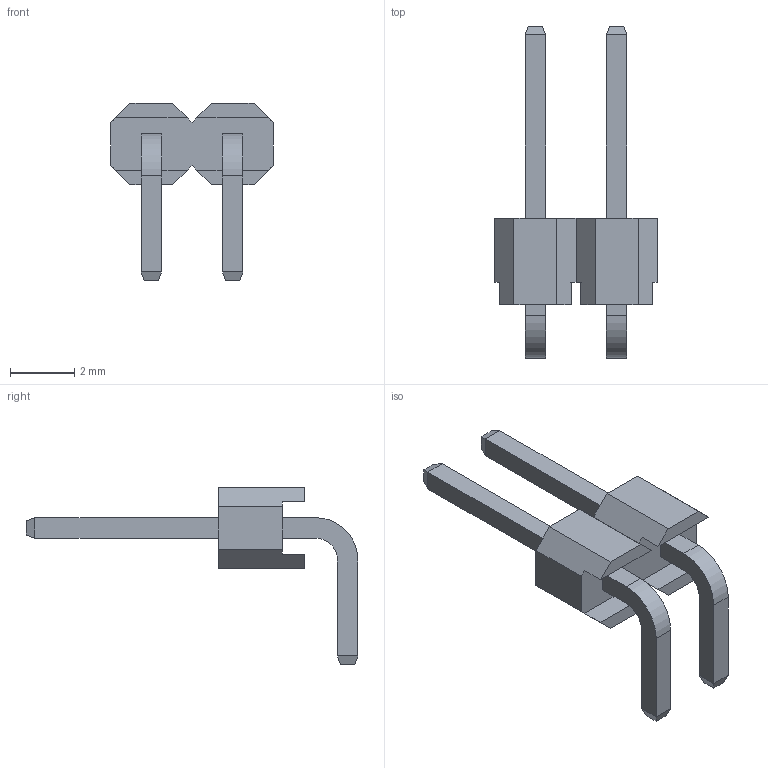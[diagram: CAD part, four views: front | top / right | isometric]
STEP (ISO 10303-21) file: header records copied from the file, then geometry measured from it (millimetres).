
FILE_DESCRIPTION(('STEP AP214'), '1');
FILE_NAME('DS1022 (PLS-RD CONNFLY)', '2019-01-13T18:21:46', ('Chugay'), (''), 'ASCON STEP Converter 1.3', 'ASCON Math Kernel', '');
FILE_SCHEMA(('AUTOMOTIVE_DESIGN { 1 0 10303 214 3 1 1}'));
Length unit declared in the file: millimetre
Bounding box: 5.08 x 10.36 x 5.54 mm (x, y, z)
Volume: 34.8 mm3; surface area: 125.8 mm2
Topology: 1 solids, 1 shells, 68 faces, 170 edges, 108 vertices
Faces by surface type: plane 64, cylinder 4
Entity records: 2562 total; most frequent: CARTESIAN_POINT 347, ORIENTED_EDGE 340, DIRECTION 316, EDGE_CURVE 170, LINE 162, VECTOR 162, VERTEX_POINT 108, AXIS2_PLACEMENT_3D 77
